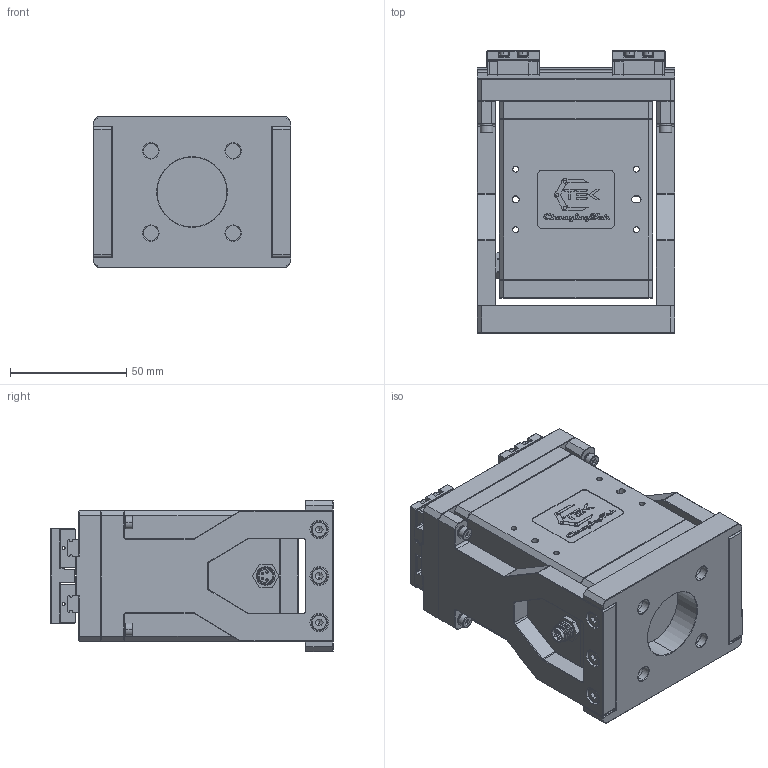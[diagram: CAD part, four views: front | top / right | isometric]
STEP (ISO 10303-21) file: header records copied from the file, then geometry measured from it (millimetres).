
FILE_DESCRIPTION (( 'STEP AP203' ), '1' );
FILE_NAME ('CTPM2F30-20221206.STEP', '2022-12-06T07:46:18', ( '' ), ( '' ), 'SwSTEP 2.0', 'SolidWorks 2016', '' );
FILE_SCHEMA (( 'CONFIG_CONTROL_DESIGN' ));
Length unit declared in the file: millimetre
Products named in the file (1): CTPM2F30-20221206
Bounding box: 85 x 121.5 x 65 mm (x, y, z)
Surface area: 91204.1 mm2 (no closed solid volume)
Topology: 0 solids, 117 shells, 1499 faces, 5115 edges, 3549 vertices
Faces by surface type: plane 886, cylinder 324, cone 151, bspline 130, sphere 8
Entity records: 59128 total; most frequent: CARTESIAN_POINT 16895, DIRECTION 8451, ORIENTED_EDGE 7797, EDGE_CURVE 5046, VERTEX_POINT 3541, VECTOR 3333, LINE 3333, AXIS2_PLACEMENT_3D 2559
